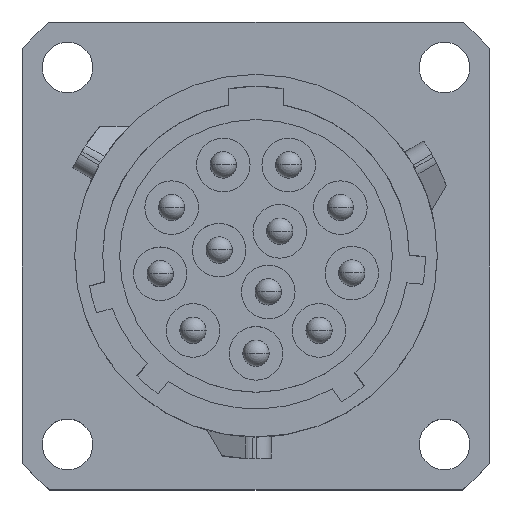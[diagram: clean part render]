
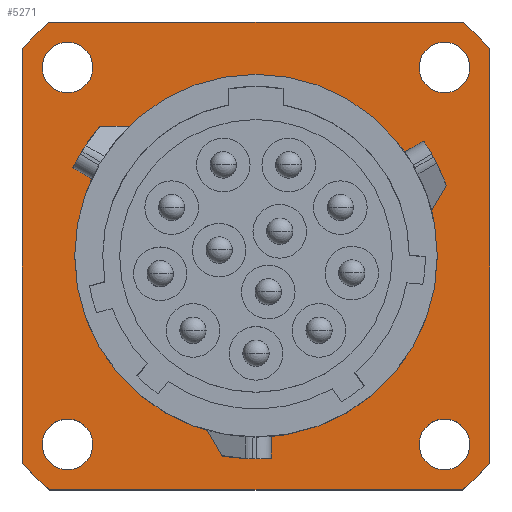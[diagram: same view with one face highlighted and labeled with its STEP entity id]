
A CAD part, top view. The second image highlights one B-rep face of the part: STEP entity #5271.
In plain terms, the highlighted planar face has unit normal (0, 0, 1).
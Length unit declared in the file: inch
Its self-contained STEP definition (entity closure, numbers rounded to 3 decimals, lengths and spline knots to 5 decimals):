
#89=CARTESIAN_POINT('',(0.,0.,0.));
#90=DIRECTION('',(0.,0.,-1.));
#91=DIRECTION('',(1.,0.,0.));
#92=AXIS2_PLACEMENT_3D('',#89,#90,#91);
#139=CARTESIAN_POINT('',(0.,0.,0.));
#140=DIRECTION('',(0.,0.,1.));
#141=DIRECTION('',(1.,0.,0.));
#142=AXIS2_PLACEMENT_3D('',#139,#140,#141);
#218=DIRECTION('',(1.,0.,0.));
#219=VECTOR('',#218,0.99238);
#220=CARTESIAN_POINT('',(-0.49619,0.5624,0.));
#221=LINE('',#220,#219);
#222=CARTESIAN_POINT('',(0.,0.,0.));
#223=DIRECTION('',(0.,0.,-1.));
#224=DIRECTION('',(0.662,0.75,0.));
#225=AXIS2_PLACEMENT_3D('',#222,#223,#224);
#227=DIRECTION('',(0.,-1.,0.));
#228=VECTOR('',#227,0.99238);
#229=CARTESIAN_POINT('',(0.5624,0.49619,0.));
#230=LINE('',#229,#228);
#231=CARTESIAN_POINT('',(0.,0.,0.));
#232=DIRECTION('',(0.,0.,-1.));
#233=DIRECTION('',(0.75,-0.662,0.));
#234=AXIS2_PLACEMENT_3D('',#231,#232,#233);
#236=DIRECTION('',(-1.,0.,0.));
#237=VECTOR('',#236,0.99238);
#238=CARTESIAN_POINT('',(0.49619,-0.5624,0.));
#239=LINE('',#238,#237);
#240=CARTESIAN_POINT('',(0.,0.,0.));
#241=DIRECTION('',(0.,0.,-1.));
#242=DIRECTION('',(-0.662,-0.75,0.));
#243=AXIS2_PLACEMENT_3D('',#240,#241,#242);
#245=DIRECTION('',(0.,1.,0.));
#246=VECTOR('',#245,0.99238);
#247=CARTESIAN_POINT('',(-0.5624,-0.49619,0.));
#248=LINE('',#247,#246);
#249=CARTESIAN_POINT('',(0.,0.,0.));
#250=DIRECTION('',(0.,0.,-1.));
#251=DIRECTION('',(-0.75,0.662,0.));
#252=AXIS2_PLACEMENT_3D('',#249,#250,#251);
#254=CARTESIAN_POINT('',(0.45295,0.45295,0.));
#255=DIRECTION('',(0.,0.,1.));
#256=DIRECTION('',(1.,0.,0.));
#257=AXIS2_PLACEMENT_3D('',#254,#255,#256);
#259=CARTESIAN_POINT('',(0.45295,0.45295,0.));
#260=DIRECTION('',(0.,0.,1.));
#261=DIRECTION('',(-1.,0.,0.));
#262=AXIS2_PLACEMENT_3D('',#259,#260,#261);
#264=CARTESIAN_POINT('',(0.45295,-0.45295,0.));
#265=DIRECTION('',(0.,0.,1.));
#266=DIRECTION('',(1.,0.,0.));
#267=AXIS2_PLACEMENT_3D('',#264,#265,#266);
#269=CARTESIAN_POINT('',(0.45295,-0.45295,0.));
#270=DIRECTION('',(0.,0.,1.));
#271=DIRECTION('',(-1.,0.,0.));
#272=AXIS2_PLACEMENT_3D('',#269,#270,#271);
#274=CARTESIAN_POINT('',(-0.45295,-0.45295,0.));
#275=DIRECTION('',(0.,0.,1.));
#276=DIRECTION('',(1.,0.,0.));
#277=AXIS2_PLACEMENT_3D('',#274,#275,#276);
#279=CARTESIAN_POINT('',(-0.45295,-0.45295,0.));
#280=DIRECTION('',(0.,0.,1.));
#281=DIRECTION('',(-1.,0.,0.));
#282=AXIS2_PLACEMENT_3D('',#279,#280,#281);
#284=CARTESIAN_POINT('',(-0.45295,0.45295,0.));
#285=DIRECTION('',(0.,0.,1.));
#286=DIRECTION('',(1.,0.,0.));
#287=AXIS2_PLACEMENT_3D('',#284,#285,#286);
#289=CARTESIAN_POINT('',(-0.45295,0.45295,0.));
#290=DIRECTION('',(0.,0.,1.));
#291=DIRECTION('',(-1.,0.,0.));
#292=AXIS2_PLACEMENT_3D('',#289,#290,#291);
#4321=CARTESIAN_POINT('',(0.43583,0.,0.));
#4323=VERTEX_POINT('',#4321);
#4333=CARTESIAN_POINT('',(-0.43583,0.,0.));
#4335=VERTEX_POINT('',#4333);
#4591=CARTESIAN_POINT('',(-0.49619,0.5624,0.));
#4592=CARTESIAN_POINT('',(0.49619,0.5624,0.));
#4593=VERTEX_POINT('',#4591);
#4594=VERTEX_POINT('',#4592);
#4595=CARTESIAN_POINT('',(0.5624,0.49619,0.));
#4596=CARTESIAN_POINT('',(0.5624,-0.49619,0.));
#4597=VERTEX_POINT('',#4595);
#4598=VERTEX_POINT('',#4596);
#4599=CARTESIAN_POINT('',(0.49619,-0.5624,0.));
#4600=CARTESIAN_POINT('',(-0.49619,-0.5624,0.));
#4601=VERTEX_POINT('',#4599);
#4602=VERTEX_POINT('',#4600);
#4603=CARTESIAN_POINT('',(-0.5624,-0.49619,0.));
#4604=CARTESIAN_POINT('',(-0.5624,0.49619,0.));
#4605=VERTEX_POINT('',#4603);
#4606=VERTEX_POINT('',#4604);
#4623=CARTESIAN_POINT('',(0.51398,0.45295,0.));
#4624=CARTESIAN_POINT('',(0.39193,0.45295,0.));
#4625=VERTEX_POINT('',#4623);
#4626=VERTEX_POINT('',#4624);
#4627=CARTESIAN_POINT('',(0.51398,-0.45295,0.));
#4628=CARTESIAN_POINT('',(0.39193,-0.45295,0.));
#4629=VERTEX_POINT('',#4627);
#4630=VERTEX_POINT('',#4628);
#4631=CARTESIAN_POINT('',(-0.39193,-0.45295,0.));
#4632=CARTESIAN_POINT('',(-0.51398,-0.45295,0.));
#4633=VERTEX_POINT('',#4631);
#4634=VERTEX_POINT('',#4632);
#4635=CARTESIAN_POINT('',(-0.39193,0.45295,0.));
#4636=CARTESIAN_POINT('',(-0.51398,0.45295,0.));
#4637=VERTEX_POINT('',#4635);
#4638=VERTEX_POINT('',#4636);
#5220=CARTESIAN_POINT('',(0.,0.,0.));
#5221=DIRECTION('',(0.,0.,-1.));
#5222=DIRECTION('',(-1.,0.,0.));
#5223=AXIS2_PLACEMENT_3D('',#5220,#5221,#5222);
#5224=PLANE('',#5223);
#5226=ORIENTED_EDGE('',*,*,#5225,.T.);
#5228=ORIENTED_EDGE('',*,*,#5227,.T.);
#5230=ORIENTED_EDGE('',*,*,#5229,.T.);
#5232=ORIENTED_EDGE('',*,*,#5231,.T.);
#5234=ORIENTED_EDGE('',*,*,#5233,.T.);
#5236=ORIENTED_EDGE('',*,*,#5235,.T.);
#5238=ORIENTED_EDGE('',*,*,#5237,.T.);
#5240=ORIENTED_EDGE('',*,*,#5239,.T.);
#5241=EDGE_LOOP('',(#5226,#5228,#5230,#5232,#5234,#5236,#5238,#5240));
#5242=FACE_OUTER_BOUND('',#5241,.F.);
#5243=ORIENTED_EDGE('',*,*,#5171,.T.);
#5244=ORIENTED_EDGE('',*,*,#5133,.F.);
#5245=EDGE_LOOP('',(#5243,#5244));
#5246=FACE_BOUND('',#5245,.F.);
#5248=ORIENTED_EDGE('',*,*,#5247,.T.);
#5250=ORIENTED_EDGE('',*,*,#5249,.T.);
#5251=EDGE_LOOP('',(#5248,#5250));
#5252=FACE_BOUND('',#5251,.F.);
#5254=ORIENTED_EDGE('',*,*,#5253,.T.);
#5256=ORIENTED_EDGE('',*,*,#5255,.T.);
#5257=EDGE_LOOP('',(#5254,#5256));
#5258=FACE_BOUND('',#5257,.F.);
#5260=ORIENTED_EDGE('',*,*,#5259,.T.);
#5262=ORIENTED_EDGE('',*,*,#5261,.T.);
#5263=EDGE_LOOP('',(#5260,#5262));
#5264=FACE_BOUND('',#5263,.F.);
#5266=ORIENTED_EDGE('',*,*,#5265,.T.);
#5268=ORIENTED_EDGE('',*,*,#5267,.T.);
#5269=EDGE_LOOP('',(#5266,#5268));
#5270=FACE_BOUND('',#5269,.F.);
#5271=ADVANCED_FACE('',(#5242,#5246,#5252,#5258,#5264,#5270),#5224,.F.);
#93=CIRCLE('',#92,0.43583);
#143=CIRCLE('',#142,0.43583);
#226=CIRCLE('',#225,0.75);
#235=CIRCLE('',#234,0.75);
#244=CIRCLE('',#243,0.75);
#253=CIRCLE('',#252,0.75);
#258=CIRCLE('',#257,0.06102);
#263=CIRCLE('',#262,0.06102);
#268=CIRCLE('',#267,0.06102);
#273=CIRCLE('',#272,0.06102);
#278=CIRCLE('',#277,0.06102);
#283=CIRCLE('',#282,0.06102);
#288=CIRCLE('',#287,0.06102);
#293=CIRCLE('',#292,0.06102);
#5133=EDGE_CURVE('',#4323,#4335,#93,.T.);
#5171=EDGE_CURVE('',#4323,#4335,#143,.T.);
#5225=EDGE_CURVE('',#4593,#4594,#221,.T.);
#5227=EDGE_CURVE('',#4594,#4597,#226,.T.);
#5229=EDGE_CURVE('',#4597,#4598,#230,.T.);
#5231=EDGE_CURVE('',#4598,#4601,#235,.T.);
#5233=EDGE_CURVE('',#4601,#4602,#239,.T.);
#5235=EDGE_CURVE('',#4602,#4605,#244,.T.);
#5237=EDGE_CURVE('',#4605,#4606,#248,.T.);
#5239=EDGE_CURVE('',#4606,#4593,#253,.T.);
#5247=EDGE_CURVE('',#4625,#4626,#258,.T.);
#5249=EDGE_CURVE('',#4626,#4625,#263,.T.);
#5253=EDGE_CURVE('',#4629,#4630,#268,.T.);
#5255=EDGE_CURVE('',#4630,#4629,#273,.T.);
#5259=EDGE_CURVE('',#4633,#4634,#278,.T.);
#5261=EDGE_CURVE('',#4634,#4633,#283,.T.);
#5265=EDGE_CURVE('',#4637,#4638,#288,.T.);
#5267=EDGE_CURVE('',#4638,#4637,#293,.T.);
